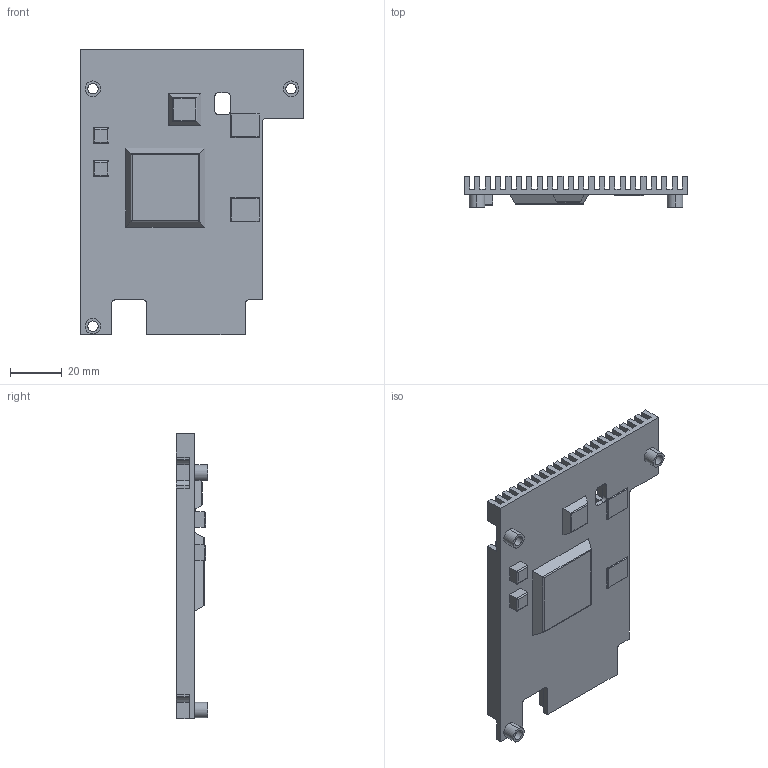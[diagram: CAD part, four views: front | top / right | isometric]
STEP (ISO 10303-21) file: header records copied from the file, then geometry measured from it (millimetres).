
FILE_DESCRIPTION((''),'2;1');
FILE_NAME('KAHS_MAIN_REV_2','2012-11-21T',('Admin'),(''),'PRO/ENGINEER BY PARAMETRIC TECHNOLOGY CORPORATION, 2010180','PRO/ENGINEER BY PARAMETRIC TECHNOLOGY CORPORATION, 2010180','');
FILE_SCHEMA(('CONFIG_CONTROL_DESIGN'));
Length unit declared in the file: millimetre
Products named in the file (1): KAHS_MAIN_REV_2
Bounding box: 86 x 12 x 110 mm (x, y, z)
Volume: 38510.9 mm3; surface area: 37117 mm2
Topology: 1 solids, 1 shells, 218 faces, 591 edges, 385 vertices
Faces by surface type: plane 164, cylinder 54
Entity records: 6881 total; most frequent: CARTESIAN_POINT 1330, ORIENTED_EDGE 1182, DIRECTION 1063, EDGE_CURVE 591, VECTOR 507, LINE 507, VERTEX_POINT 385, AXIS2_PLACEMENT_3D 278
